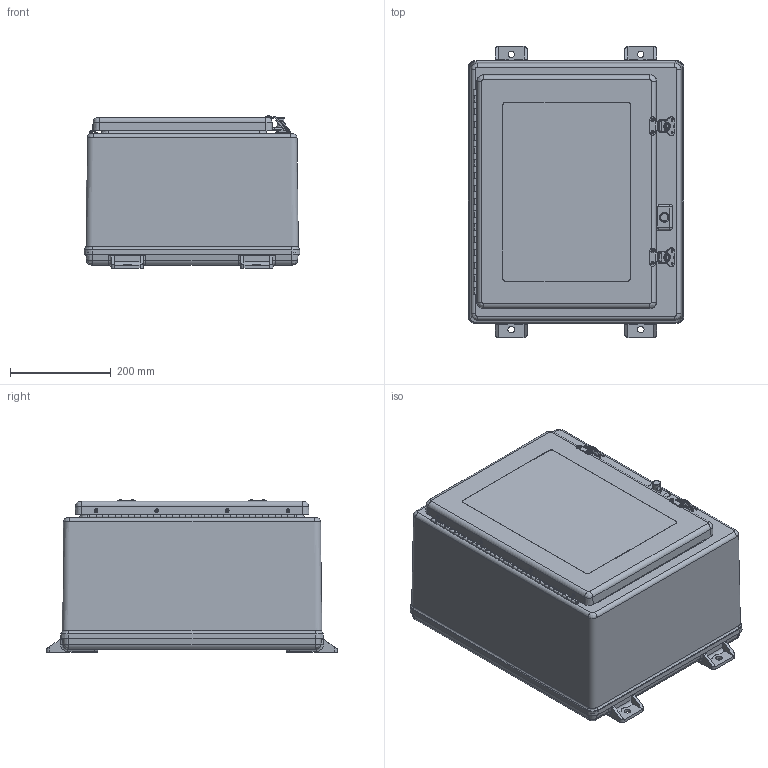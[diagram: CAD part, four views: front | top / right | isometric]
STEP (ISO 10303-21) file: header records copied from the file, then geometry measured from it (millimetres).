
FILE_DESCRIPTION(/* description */ (''),/* implementation_level */ '2;1');
FILE_NAME(/* name */ 'HW-N4X201610CHW.stp',/* time_stamp */ '2014-04-01T12:54:18-05:00',/* author */ ('jtigges'),/* organization */ (''),/* preprocessor_version */ 'ST-DEVELOPER v15.2',/* originating_system */ 'Autodesk Inventor 2014',/* authorisation */ '');
FILE_SCHEMA (('AUTOMOTIVE_DESIGN { 1 0 10303 214 3 1 1 }'));
Length unit declared in the file: inch
Products named in the file (26): WPN201610SHWT; WPN2016B; SS HINGE COVER (16); 0.13 RIVET PIN; SS HINGE PIN (16); SS HINGE BASE  (16); 16; WPCWN201610HWTPCVR; WINDOW_2016HWT; N201610G; WP2016HWU; LL150  LATCH KEEPER PAD; LL150 LATCH RIVET PIN; LL150 KEEPER PAD ASSEMBLY; LL150 LATCH CAM; LL150 LATCH WING; LL150 LATCH BASE; LL150 LATCH HINGE PIN; N SERIES LL150 LATCH; 0.375-16  INSERT OD-0.563; BP2016AL; HASP; HASP INSERT; HASP SCREW; HASP ASSEMBLY; NW201610HWT_STP
Bounding box: 428.62 x 577.85 x 302.5 mm (x, y, z)
Volume: 5252128.7 mm3; surface area: 2229794.1 mm2
Topology: 41 solids, 41 shells, 1166 faces, 2823 edges, 1745 vertices
Faces by surface type: plane 453, cylinder 444, torus 111, bspline 88, cone 44, sphere 26
Full cylindrical faces by diameter (mm): 1.587 x8, 1.651 x8, 3.175 x33, 3.302 x36, 3.429 x4, 3.5 x4, 3.556 x8, 3.969 x4, 4.762 x4, 5.08 x4, 5.105 x1, 5.11 x1, 6.35 x1, 7.544 x8, 7.798 x4, 8.64 x2, 10.312 x1, 12.7 x2, 12.959 x2, 14.3 x8
Entity records: 29312 total; most frequent: CARTESIAN_POINT 8304, DIRECTION 4456, ORIENTED_EDGE 3998, EDGE_CURVE 1999, AXIS2_PLACEMENT_3D 1689, VERTEX_POINT 1316, EDGE_LOOP 1145, LINE 1078
